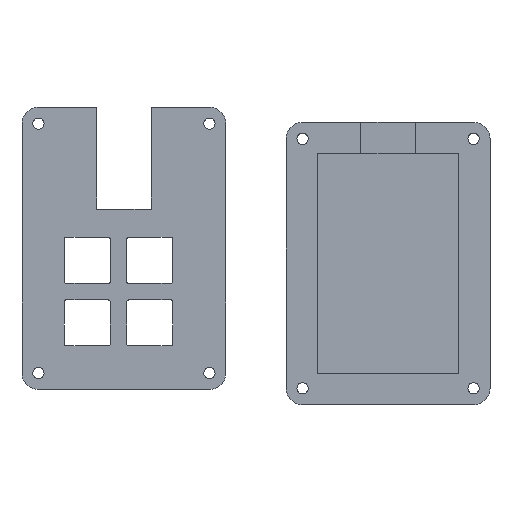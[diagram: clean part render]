
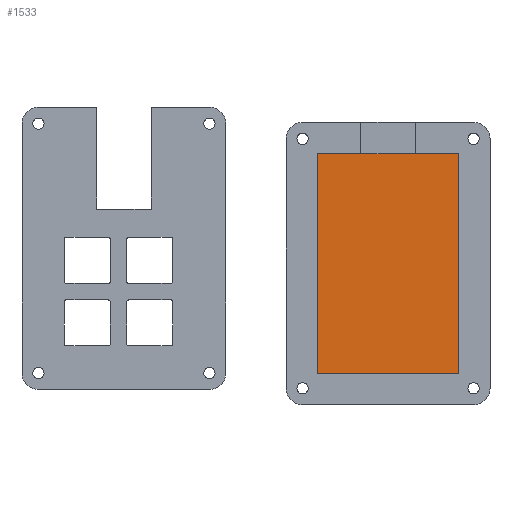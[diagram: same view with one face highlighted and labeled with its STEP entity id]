
A CAD part, top view. The second image highlights one B-rep face of the part: STEP entity #1533.
In plain terms, the highlighted planar face has unit normal (0, 0, 1).
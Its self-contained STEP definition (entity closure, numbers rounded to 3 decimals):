
#85=PLANE('',#1693);
#157=FACE_OUTER_BOUND('',#261,.T.);
#261=EDGE_LOOP('',(#1371,#1372,#1373,#1374));
#400=LINE('',#2526,#544);
#414=LINE('',#2570,#558);
#415=LINE('',#2571,#559);
#416=LINE('',#2572,#560);
#544=VECTOR('',#2063,10.);
#558=VECTOR('',#2109,10.);
#559=VECTOR('',#2110,10.);
#560=VECTOR('',#2111,10.);
#763=VERTEX_POINT('',#2523);
#764=VERTEX_POINT('',#2525);
#777=VERTEX_POINT('',#2568);
#778=VERTEX_POINT('',#2569);
#960=EDGE_CURVE('',#763,#764,#400,.T.);
#982=EDGE_CURVE('',#777,#778,#414,.T.);
#983=EDGE_CURVE('',#764,#777,#415,.T.);
#984=EDGE_CURVE('',#778,#763,#416,.T.);
#1371=ORIENTED_EDGE('',*,*,#982,.F.);
#1372=ORIENTED_EDGE('',*,*,#983,.F.);
#1373=ORIENTED_EDGE('',*,*,#960,.F.);
#1374=ORIENTED_EDGE('',*,*,#984,.F.);
#1533=ADVANCED_FACE('',(#157),#85,.T.);
#1693=AXIS2_PLACEMENT_3D('',#2567,#2107,#2108);
#2063=DIRECTION('',(1.,0.,0.));
#2107=DIRECTION('center_axis',(0.,0.,1.));
#2108=DIRECTION('ref_axis',(1.,0.,0.));
#2109=DIRECTION('',(-1.,0.,0.));
#2110=DIRECTION('',(0.,-1.,0.));
#2111=DIRECTION('',(0.,1.,0.));
#2523=CARTESIAN_POINT('',(21.45,45.479,3.));
#2525=CARTESIAN_POINT('',(64.49,45.479,3.));
#2526=CARTESIAN_POINT('',(32.21,45.479,3.));
#2567=CARTESIAN_POINT('Origin',(42.97,12.019,3.));
#2568=CARTESIAN_POINT('',(64.49,-21.441,3.));
#2569=CARTESIAN_POINT('',(21.45,-21.441,3.));
#2570=CARTESIAN_POINT('',(53.73,-21.441,3.));
#2571=CARTESIAN_POINT('',(64.49,28.749,3.));
#2572=CARTESIAN_POINT('',(21.45,-4.711,3.));
